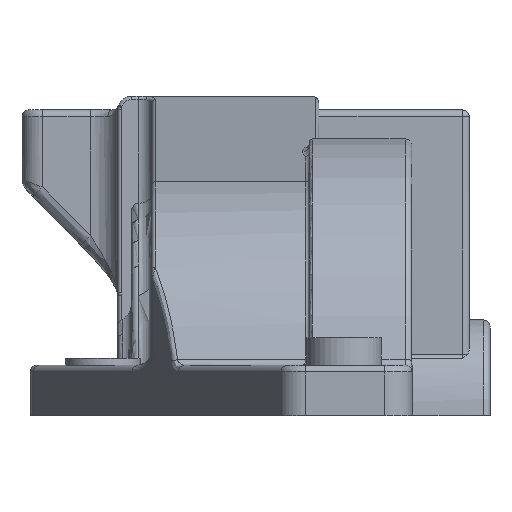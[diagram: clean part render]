
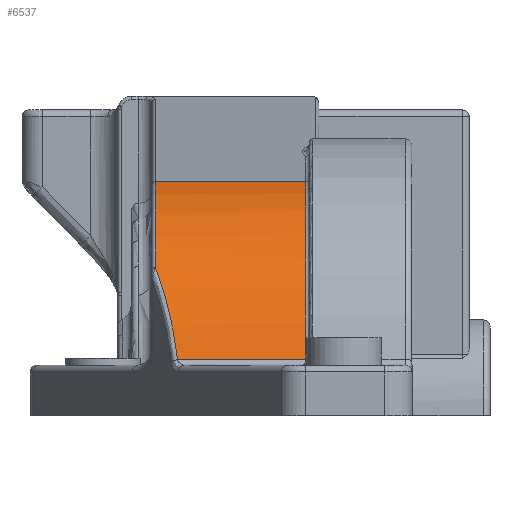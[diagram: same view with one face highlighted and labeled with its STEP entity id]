
A CAD part, front view. The second image highlights one B-rep face of the part: STEP entity #6537.
In plain terms, the highlighted cylindrical face has radius 17.5 mm (diameter 35 mm), a partial arc.
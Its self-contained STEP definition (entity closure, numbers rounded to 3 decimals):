
#150=CYLINDRICAL_SURFACE('',#7047,17.5);
#341=B_SPLINE_CURVE_WITH_KNOTS('',3,(#10618,#10619,#10620,#10621),
 .UNSPECIFIED.,.F.,.F.,(4,4),(0.,0.),.UNSPECIFIED.);
#448=ELLIPSE('',#7049,19.589,17.5);
#560=CIRCLE('',#7048,17.5);
#561=CIRCLE('',#7050,17.5);
#1282=ORIENTED_EDGE('',*,*,#3313,.T.);
#1283=ORIENTED_EDGE('',*,*,#3314,.T.);
#1284=ORIENTED_EDGE('',*,*,#3315,.T.);
#1285=ORIENTED_EDGE('',*,*,#3316,.T.);
#1286=ORIENTED_EDGE('',*,*,#3317,.T.);
#1287=ORIENTED_EDGE('',*,*,#3130,.T.);
#3130=EDGE_CURVE('',#4155,#4154,#4753,.T.);
#3313=EDGE_CURVE('',#4154,#4313,#560,.T.);
#3314=EDGE_CURVE('',#4313,#4314,#448,.T.);
#3315=EDGE_CURVE('',#4314,#4315,#4855,.F.);
#3316=EDGE_CURVE('',#4315,#4316,#341,.T.);
#3317=EDGE_CURVE('',#4316,#4155,#561,.F.);
#4154=VERTEX_POINT('',#10201);
#4155=VERTEX_POINT('',#10203);
#4313=VERTEX_POINT('',#10613);
#4314=VERTEX_POINT('',#10615);
#4315=VERTEX_POINT('',#10617);
#4316=VERTEX_POINT('',#10622);
#4753=LINE('',#10202,#5200);
#4855=LINE('',#10616,#5302);
#5200=VECTOR('',#7926,1000.);
#5302=VECTOR('',#8208,1000.);
#5585=EDGE_LOOP('',(#1282,#1283,#1284,#1285,#1286,#1287));
#6004=FACE_BOUND('',#5585,.T.);
#6537=ADVANCED_FACE('',(#6004),#150,.T.);
#7047=AXIS2_PLACEMENT_3D('',#10611,#8202,#8203);
#7048=AXIS2_PLACEMENT_3D('',#10612,#8204,#8205);
#7049=AXIS2_PLACEMENT_3D('',#10614,#8206,#8207);
#7050=AXIS2_PLACEMENT_3D('',#10623,#8209,#8210);
#7926=DIRECTION('',(-1.,0.,0.));
#8202=DIRECTION('',(-1.,0.,0.));
#8203=DIRECTION('',(0.,0.,1.));
#8204=DIRECTION('',(1.,0.,0.));
#8205=DIRECTION('',(0.,0.,-1.));
#8206=DIRECTION('',(0.893,0.449,0.));
#8207=DIRECTION('',(-0.449,0.893,0.));
#8208=DIRECTION('',(-1.,0.,0.));
#8209=DIRECTION('',(1.,0.,0.));
#8210=DIRECTION('',(0.,0.,-1.));
#10201=CARTESIAN_POINT('',(-17.258,-57.163,19.1));
#10202=CARTESIAN_POINT('',(-5.308,-57.163,19.1));
#10203=CARTESIAN_POINT('',(-6.257,-57.163,19.1));
#10611=CARTESIAN_POINT('',(-5.308,-53.178,2.06));
#10612=CARTESIAN_POINT('',(-17.258,-53.178,2.06));
#10613=CARTESIAN_POINT('',(-17.258,-66.962,12.842));
#10614=CARTESIAN_POINT('',(-24.192,-53.178,2.06));
#10615=CARTESIAN_POINT('',(-15.625,-70.208,6.085));
#10616=CARTESIAN_POINT('',(-5.308,-70.208,6.085));
#10617=CARTESIAN_POINT('',(-6.264,-70.208,6.085));
#10618=CARTESIAN_POINT('',(-6.264,-70.208,6.085));
#10619=CARTESIAN_POINT('',(-6.259,-70.204,6.104));
#10620=CARTESIAN_POINT('',(-6.257,-70.2,6.123));
#10621=CARTESIAN_POINT('',(-6.257,-70.195,6.142));
#10622=CARTESIAN_POINT('',(-6.257,-70.195,6.142));
#10623=CARTESIAN_POINT('',(-6.257,-53.178,2.06));
